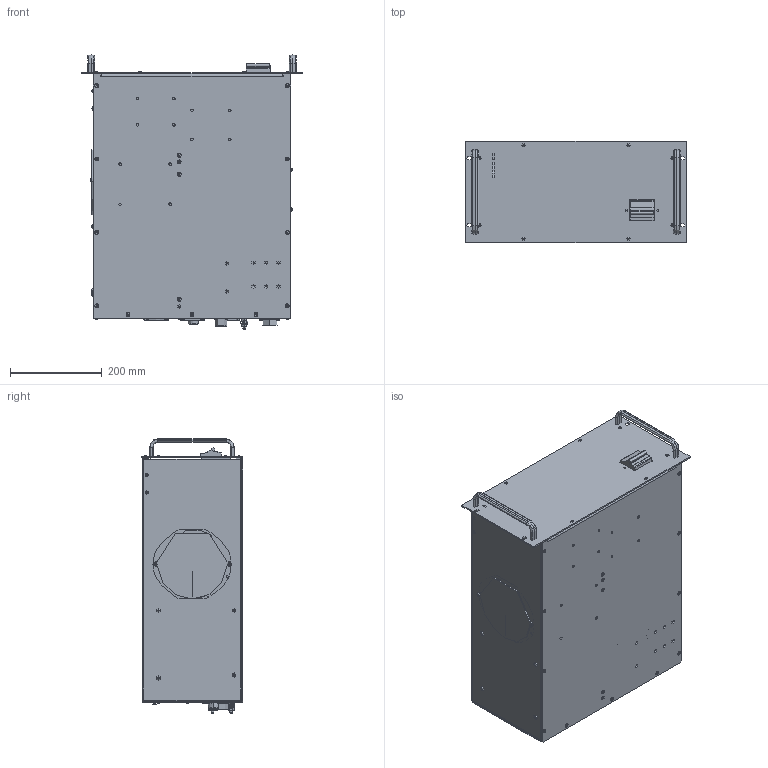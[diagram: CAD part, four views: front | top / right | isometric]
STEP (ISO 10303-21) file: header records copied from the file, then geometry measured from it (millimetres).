
FILE_DESCRIPTION (( 'STEP AP203' ), '1' );
FILE_NAME ('SVA-8_POWER_SUPPLY.STEP', '2021-01-15T05:10:19', ( 'admin' ), ( 'Microsoft' ), 'SwSTEP 2.0', 'SolidWorks 2016', '' );
FILE_SCHEMA (( 'CONFIG_CONTROL_DESIGN' ));
Length unit declared in the file: inch
Products named in the file (1): SVA-8_POWER_SUPPLY
Bounding box: 482.6 x 221.79 x 598.87 mm (x, y, z)
Topology: 0 solids, 254 shells, 1878 faces, 8016 edges, 6114 vertices
Faces by surface type: plane 916, cylinder 643, bspline 195, cone 120, torus 4
Full cylindrical faces by diameter (mm): 2.032 x1
Entity records: 143193 total; most frequent: CARTESIAN_POINT 81763, ORIENTED_EDGE 11341, DIRECTION 10941, EDGE_CURVE 7997, VERTEX_POINT 6115, LINE 4085, VECTOR 4085, AXIS2_PLACEMENT_3D 3428
